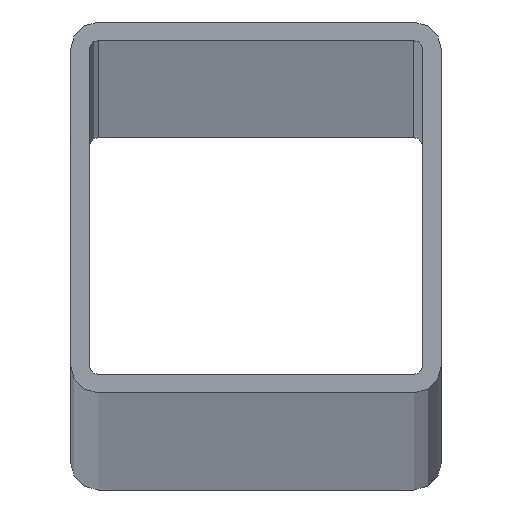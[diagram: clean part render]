
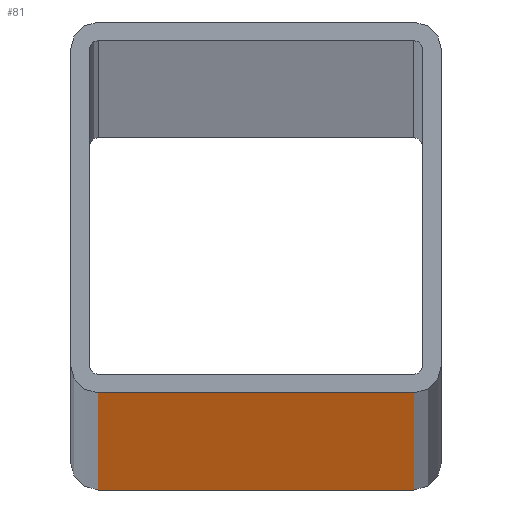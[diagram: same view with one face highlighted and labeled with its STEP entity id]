
A CAD part, top view. The second image highlights one B-rep face of the part: STEP entity #81.
In plain terms, the highlighted planar face has unit normal (0, -1, 0).
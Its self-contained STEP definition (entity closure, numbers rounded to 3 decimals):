
#1 = EDGE_CURVE ( 'NONE', #355, #354, #171, .T. ) ;
#3 = AXIS2_PLACEMENT_3D ( 'NONE', #279, #191, #605 ) ;
#15 = VECTOR ( 'NONE', #570, 1000. ) ;
#34 = PLANE ( 'NONE',  #3 ) ;
#39 = EDGE_LOOP ( 'NONE', ( #47, #209, #311, #315 ) ) ;
#47 = ORIENTED_EDGE ( 'NONE', *, *, #92, .T. ) ;
#59 = VECTOR ( 'NONE', #500, 1000. ) ;
#60 = LINE ( 'NONE', #577, #438 ) ;
#81 = ADVANCED_FACE ( 'NONE', ( #510 ), #34, .F. ) ;
#92 = EDGE_CURVE ( 'NONE', #354, #452, #147, .T. ) ;
#138 = CARTESIAN_POINT ( 'NONE',  ( 17., -20., 0. ) ) ;
#147 = LINE ( 'NONE', #567, #15 ) ;
#171 = LINE ( 'NONE', #595, #59 ) ;
#191 = DIRECTION ( 'NONE',  ( 0., 1., 0. ) ) ;
#201 = LINE ( 'NONE', #384, #225 ) ;
#209 = ORIENTED_EDGE ( 'NONE', *, *, #310, .F. ) ;
#225 = VECTOR ( 'NONE', #537, 1000. ) ;
#271 = CARTESIAN_POINT ( 'NONE',  ( -17., -20., 6000. ) ) ;
#279 = CARTESIAN_POINT ( 'NONE',  ( -17., -20., 6000. ) ) ;
#310 = EDGE_CURVE ( 'NONE', #542, #452, #60, .T. ) ;
#311 = ORIENTED_EDGE ( 'NONE', *, *, #328, .F. ) ;
#315 = ORIENTED_EDGE ( 'NONE', *, *, #1, .T. ) ;
#328 = EDGE_CURVE ( 'NONE', #355, #542, #201, .T. ) ;
#336 = DIRECTION ( 'NONE',  ( 0., 0., -1. ) ) ;
#354 = VERTEX_POINT ( 'NONE', #598 ) ;
#355 = VERTEX_POINT ( 'NONE', #271 ) ;
#384 = CARTESIAN_POINT ( 'NONE',  ( -17., -20., 6000. ) ) ;
#431 = CARTESIAN_POINT ( 'NONE',  ( 17., -20., 6000. ) ) ;
#438 = VECTOR ( 'NONE', #336, 1000. ) ;
#452 = VERTEX_POINT ( 'NONE', #138 ) ;
#500 = DIRECTION ( 'NONE',  ( 0., 0., -1. ) ) ;
#510 = FACE_OUTER_BOUND ( 'NONE', #39, .T. ) ;
#537 = DIRECTION ( 'NONE',  ( 1., 0., 0. ) ) ;
#542 = VERTEX_POINT ( 'NONE', #431 ) ;
#567 = CARTESIAN_POINT ( 'NONE',  ( -17., -20., 0. ) ) ;
#570 = DIRECTION ( 'NONE',  ( 1., 0., 0. ) ) ;
#577 = CARTESIAN_POINT ( 'NONE',  ( 17., -20., 6000. ) ) ;
#595 = CARTESIAN_POINT ( 'NONE',  ( -17., -20., 6000. ) ) ;
#598 = CARTESIAN_POINT ( 'NONE',  ( -17., -20., 0. ) ) ;
#605 = DIRECTION ( 'NONE',  ( 0., 0., 1. ) ) ;
